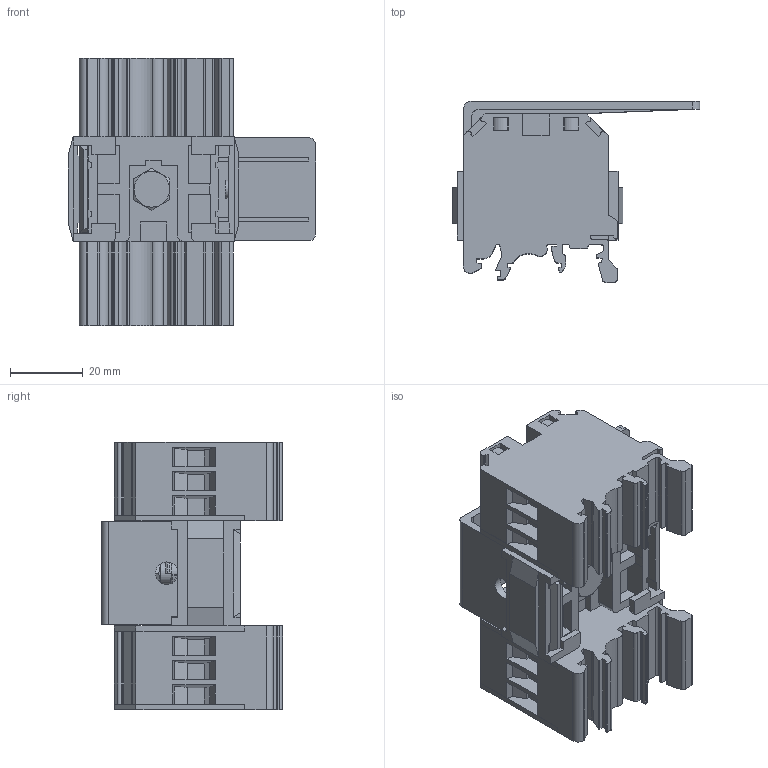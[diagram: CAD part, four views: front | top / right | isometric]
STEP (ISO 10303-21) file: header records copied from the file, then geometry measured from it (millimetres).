
FILE_DESCRIPTION(/* description */ ('Unknown'),/* implementation_level */ '2;1');
FILE_NAME(/* name */ 'FDBK1X6_3D_SOLID',/* time_stamp */ '2025-04-04T16:05:47+06:00',/* author */ ('Unknown'),/* organization */ ('Unknown'),/* preprocessor_version */ 'ST-DEVELOPER v16.7',/* originating_system */ 'Solid Edge',/* authorisation */ 'Unknown');
FILE_SCHEMA (('AUTOMOTIVE_DESIGN {1 0 10303 214 3 1 1}'));
Length unit declared in the file: millimetre
Products named in the file (1): FDBK1X6_3D_SOLID
Bounding box: 68.15 x 49.9 x 73.7 mm (x, y, z)
Volume: 84269.6 mm3; surface area: 35045.4 mm2
Topology: 2 solids, 18 shells, 861 faces, 2312 edges, 1528 vertices
Faces by surface type: plane 678, cylinder 124, cone 29, torus 24, bspline 6
Full cylindrical faces by diameter (mm): 4.3 x12, 5 x2, 5.25 x1, 6 x3, 6.25 x1, 6.5 x1
Entity records: 32703 total; most frequent: CARTESIAN_POINT 5292, ORIENTED_EDGE 4546, DIRECTION 4181, EDGE_CURVE 2273, LINE 1817, VECTOR 1817, VERTEX_POINT 1515, AXIS2_PLACEMENT_3D 1182
